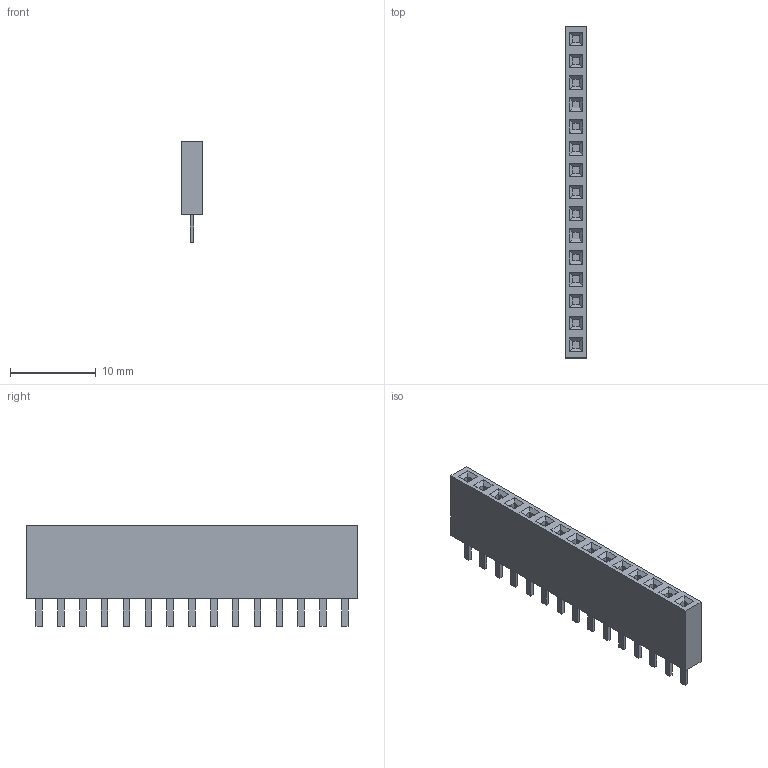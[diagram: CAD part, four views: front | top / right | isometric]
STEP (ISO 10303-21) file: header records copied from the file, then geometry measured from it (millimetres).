
FILE_DESCRIPTION(('FreeCAD Model'),'2;1');
FILE_NAME('Open CASCADE Shape Model','2023-12-30T17:50:44',(''),(''), 'Open CASCADE STEP processor 7.6','FreeCAD','Unknown');
FILE_SCHEMA(('AUTOMOTIVE_DESIGN { 1 0 10303 214 1 1 1 1 }'));
Length unit declared in the file: millimetre
Products named in the file (1): LinearPattern
Bounding box: 2.54 x 38.61 x 11.7 mm (x, y, z)
Volume: 775.6 mm3; surface area: 1334.8 mm2
Topology: 1 solids, 1 shells, 216 faces, 492 edges, 308 vertices
Faces by surface type: plane 216
Entity records: 7392 total; most frequent: CARTESIAN_POINT 1017, ORIENTED_EDGE 984, DIRECTION 926, EDGE_CURVE 492, LINE 492, VECTOR 492, VERTEX_POINT 308, FACE_BOUND 246
